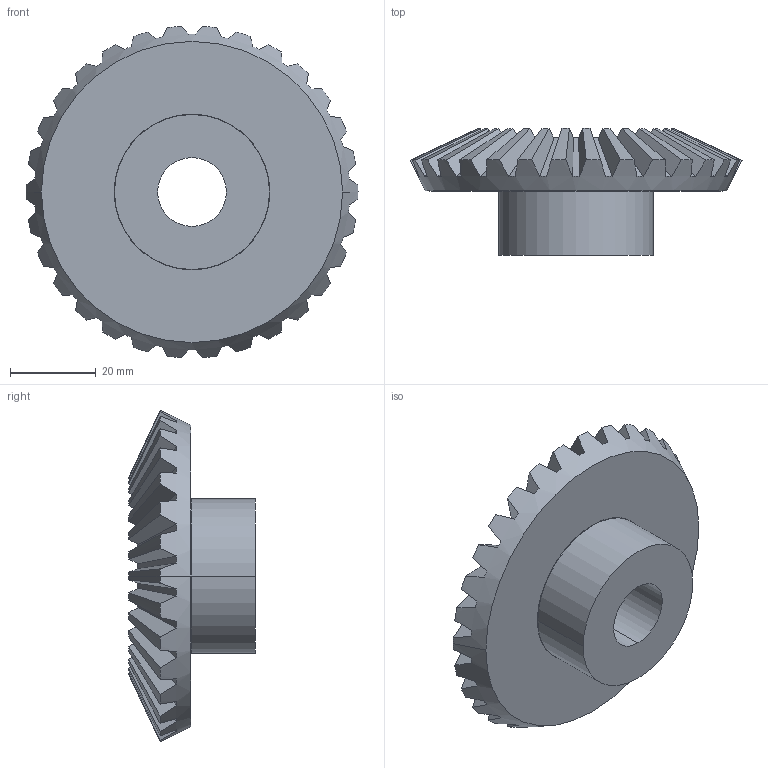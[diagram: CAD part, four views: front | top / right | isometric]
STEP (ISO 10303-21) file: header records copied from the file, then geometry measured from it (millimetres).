
FILE_DESCRIPTION(('STEP AP214'),'1');
FILE_NAME('p_251530-30.stp','2019-08-13T11:23:40',('TraceParts'),('TraceParts S.A.'),'Spatial InterOp 3D',' ',' ');
FILE_SCHEMA(('AUTOMOTIVE_DESIGN { 1 0 10303 214 1 1 1 1 }'));
Length unit declared in the file: millimetre
Products named in the file (1): p_251530-30
Bounding box: 77.3 x 29.5 x 77.15 mm (x, y, z)
Volume: 54816.2 mm3; surface area: 15479.1 mm2
Topology: 1 solids, 1 shells, 165 faces, 483 edges, 321 vertices
Faces by surface type: plane 93, cone 66, cylinder 4, torus 2
Entity records: 5335 total; most frequent: CARTESIAN_POINT 1330, ORIENTED_EDGE 966, DIRECTION 778, EDGE_CURVE 483, VERTEX_POINT 321, AXIS2_PLACEMENT_3D 309, EDGE_LOOP 168, ADVANCED_FACE 165
